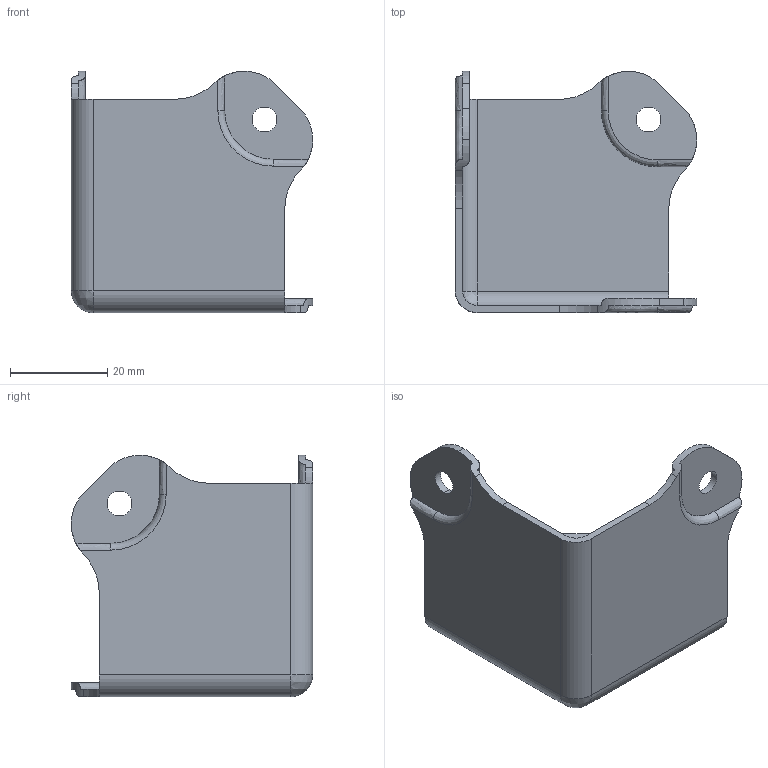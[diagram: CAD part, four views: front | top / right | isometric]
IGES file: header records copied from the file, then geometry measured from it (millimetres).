
Start section: SolidWorks IGES file using analytic representation for surfaces
Global section: file name: 4146.IGS,1; native system: 5HSolidWorks 2008; preprocessor: SolidWorks 2008; author: Administrator; date: 080425.120947; units: millimetre
Bounding box: 49.6 x 49.6 x 49.6 mm (x, y, z)
Volume: 8742.9 mm3; surface area: 12147.3 mm2
Topology: 1 solids, 1 shells, 64 faces, 182 edges, 118 vertices
Faces by surface type: revolution 46, plane 18
